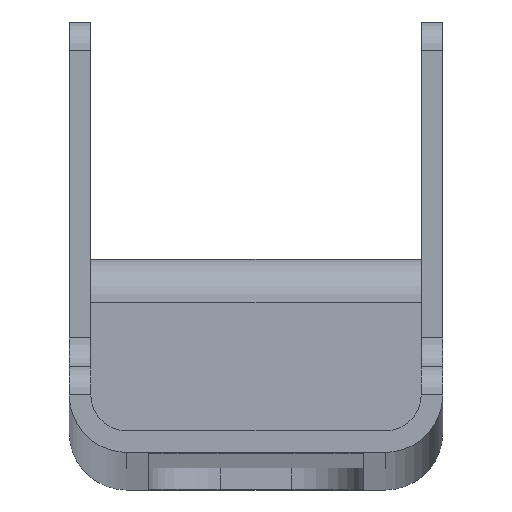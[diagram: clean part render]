
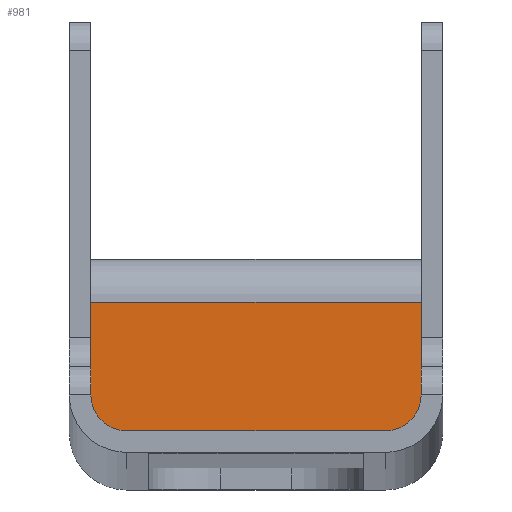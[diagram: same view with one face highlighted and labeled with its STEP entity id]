
A CAD part, top view. The second image highlights one B-rep face of the part: STEP entity #981.
In plain terms, the highlighted planar face has unit normal (0, 0, 1).
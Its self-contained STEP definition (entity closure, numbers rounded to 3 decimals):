
#36=LINE('',#1543,#124);
#40=LINE('',#1554,#128);
#41=LINE('',#1557,#129);
#42=LINE('',#1559,#130);
#124=VECTOR('',#1220,1000.);
#128=VECTOR('',#1228,1000.);
#129=VECTOR('',#1229,1000.);
#130=VECTOR('',#1230,1000.);
#262=ORIENTED_EDGE('',*,*,#548,.T.);
#263=ORIENTED_EDGE('',*,*,#549,.T.);
#264=ORIENTED_EDGE('',*,*,#550,.T.);
#265=ORIENTED_EDGE('',*,*,#551,.T.);
#266=ORIENTED_EDGE('',*,*,#543,.T.);
#267=ORIENTED_EDGE('',*,*,#552,.T.);
#543=EDGE_CURVE('',#687,#688,#36,.T.);
#548=EDGE_CURVE('',#692,#693,#40,.T.);
#549=EDGE_CURVE('',#693,#694,#41,.F.);
#550=EDGE_CURVE('',#694,#695,#42,.T.);
#551=EDGE_CURVE('',#695,#687,#768,.T.);
#552=EDGE_CURVE('',#688,#692,#769,.T.);
#687=VERTEX_POINT('',#1544);
#688=VERTEX_POINT('',#1545);
#692=VERTEX_POINT('',#1555);
#693=VERTEX_POINT('',#1556);
#694=VERTEX_POINT('',#1558);
#695=VERTEX_POINT('',#1560);
#768=CIRCLE('',#1068,2.5);
#769=CIRCLE('',#1069,2.5);
#823=EDGE_LOOP('',(#262,#263,#264,#265,#266,#267));
#891=FACE_BOUND('',#823,.T.);
#950=PLANE('',#1067);
#981=ADVANCED_FACE('',(#891),#950,.F.);
#1067=AXIS2_PLACEMENT_3D('',#1553,#1226,#1227);
#1068=AXIS2_PLACEMENT_3D('',#1561,#1231,#1232);
#1069=AXIS2_PLACEMENT_3D('',#1562,#1233,#1234);
#1220=DIRECTION('',(1.,0.,0.));
#1226=DIRECTION('',(0.,0.,-1.));
#1227=DIRECTION('',(0.,-1.,0.));
#1228=DIRECTION('',(0.,1.,0.));
#1229=DIRECTION('',(1.,0.,0.));
#1230=DIRECTION('',(0.,-1.,0.));
#1231=DIRECTION('',(0.,0.,1.));
#1232=DIRECTION('',(0.,-1.,0.));
#1233=DIRECTION('',(0.,0.,1.));
#1234=DIRECTION('',(0.,-1.,0.));
#1543=CARTESIAN_POINT('',(0.,-28.5,728.5));
#1544=CARTESIAN_POINT('',(-9.,-28.5,728.5));
#1545=CARTESIAN_POINT('',(9.,-28.5,728.5));
#1553=CARTESIAN_POINT('',(0.,-16.5,728.5));
#1554=CARTESIAN_POINT('',(11.5,-16.5,728.5));
#1555=CARTESIAN_POINT('',(11.5,-26.,728.5));
#1556=CARTESIAN_POINT('',(11.5,-19.5,728.5));
#1557=CARTESIAN_POINT('',(-10.,-19.5,728.5));
#1558=CARTESIAN_POINT('',(-11.5,-19.5,728.5));
#1559=CARTESIAN_POINT('',(-11.5,-16.5,728.5));
#1560=CARTESIAN_POINT('',(-11.5,-26.,728.5));
#1561=CARTESIAN_POINT('',(-9.,-26.,728.5));
#1562=CARTESIAN_POINT('',(9.,-26.,728.5));
